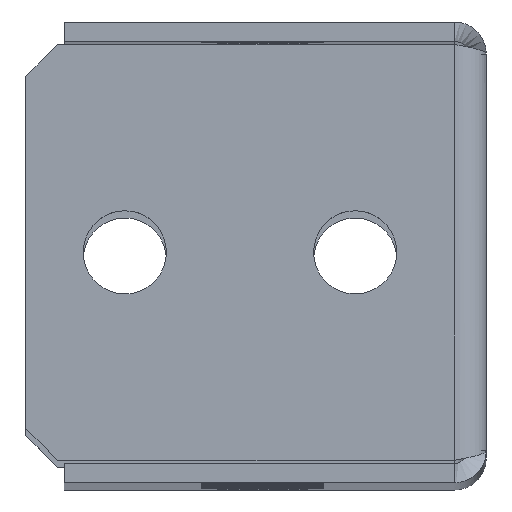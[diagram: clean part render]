
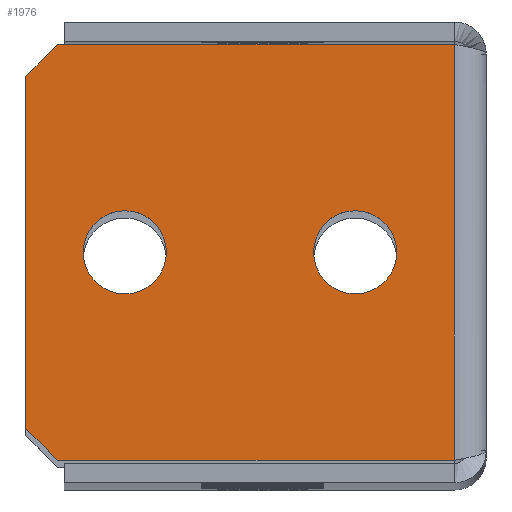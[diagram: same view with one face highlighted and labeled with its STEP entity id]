
A CAD part, top view. The second image highlights one B-rep face of the part: STEP entity #1976.
In plain terms, the highlighted planar face has unit normal (0, 0, 1).
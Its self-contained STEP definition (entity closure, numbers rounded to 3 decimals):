
#5 = CARTESIAN_POINT ( 'NONE',  ( -3., -31.75, 326.5 ) ) ;
#56 = ORIENTED_EDGE ( 'NONE', *, *, #6851, .T. ) ;
#186 = CARTESIAN_POINT ( 'NONE',  ( 30.5, -1.75, 326.5 ) ) ;
#362 = CARTESIAN_POINT ( 'NONE',  ( 1.5, -18., 326.5 ) ) ;
#438 = CARTESIAN_POINT ( 'NONE',  ( 4.75, -18., 326.5 ) ) ;
#450 = FACE_BOUND ( 'NONE', #653, .T. ) ;
#491 = ORIENTED_EDGE ( 'NONE', *, *, #6332, .T. ) ;
#653 = EDGE_LOOP ( 'NONE', ( #1381, #56 ) ) ;
#718 = ORIENTED_EDGE ( 'NONE', *, *, #2340, .T. ) ;
#866 = ORIENTED_EDGE ( 'NONE', *, *, #2227, .T. ) ;
#899 = DIRECTION ( 'NONE',  ( 0., 0., -1. ) ) ;
#937 = VERTEX_POINT ( 'NONE', #5 ) ;
#1023 = EDGE_LOOP ( 'NONE', ( #1501, #6033 ) ) ;
#1381 = ORIENTED_EDGE ( 'NONE', *, *, #4256, .T. ) ;
#1413 = VERTEX_POINT ( 'NONE', #5330 ) ;
#1501 = ORIENTED_EDGE ( 'NONE', *, *, #6539, .T. ) ;
#1568 = EDGE_CURVE ( 'NONE', #2888, #937, #5630, .T. ) ;
#1651 = CIRCLE ( 'NONE', #2141, 3.25 ) ;
#1675 = EDGE_LOOP ( 'NONE', ( #866, #4901, #718, #6353, #4242, #491 ) ) ;
#1680 = CIRCLE ( 'NONE', #5951, 3.25 ) ;
#1803 = LINE ( 'NONE', #7070, #4368 ) ;
#1976 = ADVANCED_FACE ( 'NONE', ( #3382, #450, #2092 ), #5670, .F. ) ;
#2003 = VERTEX_POINT ( 'NONE', #2702 ) ;
#2091 = AXIS2_PLACEMENT_3D ( 'NONE', #2507, #7167, #5662 ) ;
#2092 = FACE_OUTER_BOUND ( 'NONE', #1675, .T. ) ;
#2095 = LINE ( 'NONE', #2632, #4905 ) ;
#2141 = AXIS2_PLACEMENT_3D ( 'NONE', #4409, #899, #3259 ) ;
#2227 = EDGE_CURVE ( 'NONE', #5391, #2888, #5327, .T. ) ;
#2340 = EDGE_CURVE ( 'NONE', #937, #5097, #7274, .T. ) ;
#2342 = DIRECTION ( 'NONE',  ( 0., 0., -1. ) ) ;
#2507 = CARTESIAN_POINT ( 'NONE',  ( 22.75, -18., 326.5 ) ) ;
#2607 = EDGE_CURVE ( 'NONE', #1413, #5097, #1803, .T. ) ;
#2632 = CARTESIAN_POINT ( 'NONE',  ( 30.5, -33.5, 326.5 ) ) ;
#2702 = CARTESIAN_POINT ( 'NONE',  ( 30.5, -1.75, 326.5 ) ) ;
#2888 = VERTEX_POINT ( 'NONE', #3438 ) ;
#3173 = CARTESIAN_POINT ( 'NONE',  ( 8., -18., 326.5 ) ) ;
#3226 = CARTESIAN_POINT ( 'NONE',  ( -3., 0., 326.5 ) ) ;
#3259 = DIRECTION ( 'NONE',  ( -1., 0., 0. ) ) ;
#3299 = DIRECTION ( 'NONE',  ( 0.707, -0.707, 0. ) ) ;
#3382 = FACE_BOUND ( 'NONE', #1023, .T. ) ;
#3438 = CARTESIAN_POINT ( 'NONE',  ( -3., -4.25, 326.5 ) ) ;
#3572 = DIRECTION ( 'NONE',  ( -1., 0., 0. ) ) ;
#3885 = DIRECTION ( 'NONE',  ( -1., 0., 0. ) ) ;
#4242 = ORIENTED_EDGE ( 'NONE', *, *, #4609, .F. ) ;
#4253 = DIRECTION ( 'NONE',  ( -1., 0., 0. ) ) ;
#4256 = EDGE_CURVE ( 'NONE', #7146, #4592, #1651, .T. ) ;
#4368 = VECTOR ( 'NONE', #4253, 1000. ) ;
#4377 = CARTESIAN_POINT ( 'NONE',  ( -0.5, -34.25, 326.5 ) ) ;
#4409 = CARTESIAN_POINT ( 'NONE',  ( 4.75, -18., 326.5 ) ) ;
#4426 = CARTESIAN_POINT ( 'NONE',  ( 19.5, -18., 326.5 ) ) ;
#4592 = VERTEX_POINT ( 'NONE', #3173 ) ;
#4609 = EDGE_CURVE ( 'NONE', #2003, #1413, #2095, .T. ) ;
#4675 = VERTEX_POINT ( 'NONE', #4426 ) ;
#4796 = DIRECTION ( 'NONE',  ( -1., 0., 0. ) ) ;
#4882 = DIRECTION ( 'NONE',  ( 0., 0., -1. ) ) ;
#4901 = ORIENTED_EDGE ( 'NONE', *, *, #1568, .T. ) ;
#4905 = VECTOR ( 'NONE', #6144, 1000. ) ;
#4962 = DIRECTION ( 'NONE',  ( 0., 0., -1. ) ) ;
#5097 = VERTEX_POINT ( 'NONE', #4377 ) ;
#5217 = EDGE_CURVE ( 'NONE', #7527, #4675, #7332, .T. ) ;
#5327 = LINE ( 'NONE', #5488, #6112 ) ;
#5330 = CARTESIAN_POINT ( 'NONE',  ( 30.5, -34.25, 326.5 ) ) ;
#5360 = VECTOR ( 'NONE', #7425, 1000. ) ;
#5391 = VERTEX_POINT ( 'NONE', #6919 ) ;
#5417 = LINE ( 'NONE', #186, #6564 ) ;
#5448 = DIRECTION ( 'NONE',  ( -0.707, -0.707, 0. ) ) ;
#5466 = CARTESIAN_POINT ( 'NONE',  ( 26., -18., 326.5 ) ) ;
#5468 = VECTOR ( 'NONE', #3299, 1000. ) ;
#5488 = CARTESIAN_POINT ( 'NONE',  ( 0.625, -0.625, 326.5 ) ) ;
#5568 = CARTESIAN_POINT ( 'NONE',  ( 0., 0., 326.5 ) ) ;
#5630 = LINE ( 'NONE', #3226, #5360 ) ;
#5662 = DIRECTION ( 'NONE',  ( -1., 0., 0. ) ) ;
#5670 = PLANE ( 'NONE',  #5984 ) ;
#5951 = AXIS2_PLACEMENT_3D ( 'NONE', #6854, #4882, #4796 ) ;
#5984 = AXIS2_PLACEMENT_3D ( 'NONE', #5568, #4962, #3885 ) ;
#6033 = ORIENTED_EDGE ( 'NONE', *, *, #5217, .T. ) ;
#6112 = VECTOR ( 'NONE', #5448, 1000. ) ;
#6144 = DIRECTION ( 'NONE',  ( 0., -1., 0. ) ) ;
#6266 = DIRECTION ( 'NONE',  ( -1., 0., 0. ) ) ;
#6332 = EDGE_CURVE ( 'NONE', #2003, #5391, #5417, .T. ) ;
#6353 = ORIENTED_EDGE ( 'NONE', *, *, #2607, .F. ) ;
#6401 = AXIS2_PLACEMENT_3D ( 'NONE', #438, #2342, #6266 ) ;
#6539 = EDGE_CURVE ( 'NONE', #4675, #7527, #1680, .T. ) ;
#6564 = VECTOR ( 'NONE', #3572, 1000. ) ;
#6851 = EDGE_CURVE ( 'NONE', #4592, #7146, #7031, .T. ) ;
#6854 = CARTESIAN_POINT ( 'NONE',  ( 22.75, -18., 326.5 ) ) ;
#6919 = CARTESIAN_POINT ( 'NONE',  ( -0.5, -1.75, 326.5 ) ) ;
#7031 = CIRCLE ( 'NONE', #6401, 3.25 ) ;
#7070 = CARTESIAN_POINT ( 'NONE',  ( 30.5, -34.25, 326.5 ) ) ;
#7146 = VERTEX_POINT ( 'NONE', #362 ) ;
#7167 = DIRECTION ( 'NONE',  ( 0., 0., -1. ) ) ;
#7274 = LINE ( 'NONE', #7348, #5468 ) ;
#7332 = CIRCLE ( 'NONE', #2091, 3.25 ) ;
#7348 = CARTESIAN_POINT ( 'NONE',  ( -17.375, -17.375, 326.5 ) ) ;
#7425 = DIRECTION ( 'NONE',  ( 0., -1., 0. ) ) ;
#7527 = VERTEX_POINT ( 'NONE', #5466 ) ;
